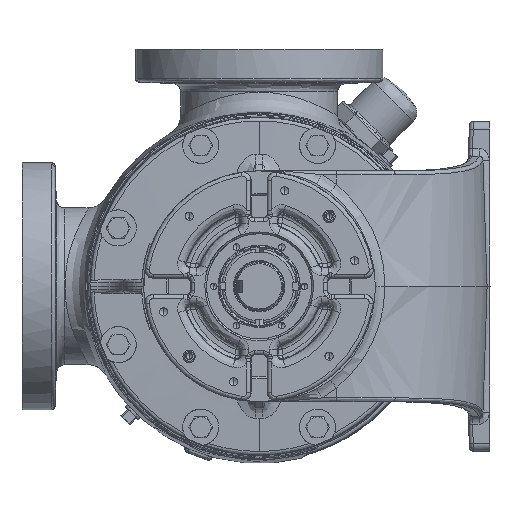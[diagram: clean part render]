
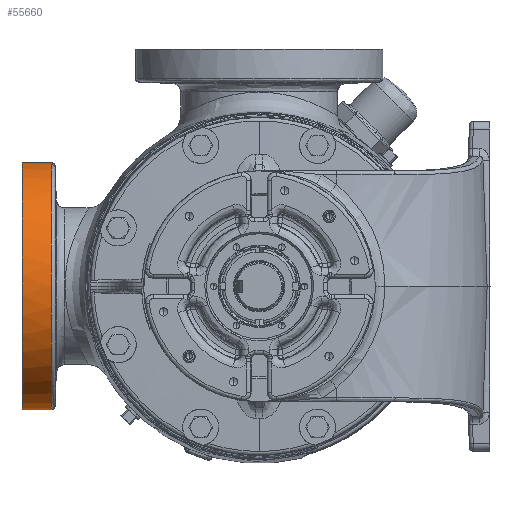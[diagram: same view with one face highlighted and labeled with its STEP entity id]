
A CAD part, left-side view. The second image highlights one B-rep face of the part: STEP entity #55660.
In plain terms, the highlighted cylindrical face has radius 95.25 mm (diameter 190.5 mm), a partial arc.
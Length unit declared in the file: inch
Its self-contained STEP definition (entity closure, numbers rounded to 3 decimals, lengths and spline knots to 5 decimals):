
#4121 = DIRECTION ( 'NONE',  ( 0., 1., 0. ) ) ;
#15562 = CARTESIAN_POINT ( 'NONE',  ( 4.515, 6.30588, 0. ) ) ;
#18494 = CARTESIAN_POINT ( 'NONE',  ( 3.30669, 7.19, 3.55847 ) ) ;
#19669 = CARTESIAN_POINT ( 'NONE',  ( 0.765, 7.19, -0.24544 ) ) ;
#20817 = CARTESIAN_POINT ( 'NONE',  ( 3.54269, 7.19, -3.63006 ) ) ;
#36957 = CARTESIAN_POINT ( 'NONE',  ( 4.515, 7.19, -3.75 ) ) ;
#42809 = DIRECTION ( 'NONE',  ( 0., 0., -1. ) ) ;
#45743 = CARTESIAN_POINT ( 'NONE',  ( 2.63568, 7.19, 3.25437 ) ) ;
#46885 = CARTESIAN_POINT ( 'NONE',  ( 0.88494, 7.19, -0.97231 ) ) ;
#48017 = CARTESIAN_POINT ( 'NONE',  ( 4.26956, 7.19, -3.75 ) ) ;
#52466 = FACE_OUTER_BOUND ( 'NONE', #76473, .T. ) ;
#55660 = ADVANCED_FACE ( 'NONE', ( #52466 ), #226408, .T. ) ;
#66933 = VECTOR ( 'NONE', #249223, 39.37008 ) ;
#73010 = CARTESIAN_POINT ( 'NONE',  ( 2.0369, 7.19, 2.8252 ) ) ;
#74157 = CARTESIAN_POINT ( 'NONE',  ( 1.14438, 7.19, -1.66182 ) ) ;
#76473 = EDGE_LOOP ( 'NONE', ( #190549, #314034, #227565, #319436 ) ) ;
#100205 = CARTESIAN_POINT ( 'NONE',  ( 1.53335, 7.19, 2.28746 ) ) ;
#101340 = CARTESIAN_POINT ( 'NONE',  ( 1.53335, 7.19, -2.28746 ) ) ;
#109294 = VERTEX_POINT ( 'NONE', #36957 ) ;
#112958 = AXIS2_PLACEMENT_3D ( 'NONE', #159858, #241845, #188401 ) ;
#124994 = LINE ( 'NONE', #166467, #269507 ) ;
#126258 = CARTESIAN_POINT ( 'NONE',  ( 4.515, 7.19, 3.75 ) ) ;
#126612 = VERTEX_POINT ( 'NONE', #268866 ) ;
#127420 = CARTESIAN_POINT ( 'NONE',  ( 1.14438, 7.19, 1.66182 ) ) ;
#128572 = CARTESIAN_POINT ( 'NONE',  ( 2.0369, 7.19, -2.8252 ) ) ;
#138981 = LINE ( 'NONE', #221912, #66933 ) ;
#140522 = EDGE_CURVE ( 'NONE', #229735, #126612, #124994, .T. ) ;
#153551 = CARTESIAN_POINT ( 'NONE',  ( 4.26956, 7.19, 3.75 ) ) ;
#154687 = CARTESIAN_POINT ( 'NONE',  ( 0.88494, 7.19, 0.97231 ) ) ;
#155812 = CARTESIAN_POINT ( 'NONE',  ( 2.63568, 7.19, -3.25437 ) ) ;
#159858 = CARTESIAN_POINT ( 'NONE',  ( 4.515, 7.44095, 0. ) ) ;
#166467 = CARTESIAN_POINT ( 'NONE',  ( 4.515, 7.44095, 3.75 ) ) ;
#171807 = EDGE_CURVE ( 'NONE', #229735, #255119, #278773, .T. ) ;
#180931 = CARTESIAN_POINT ( 'NONE',  ( 3.54269, 7.19, 3.63006 ) ) ;
#182063 = CARTESIAN_POINT ( 'NONE',  ( 0.765, 7.19, 0.24544 ) ) ;
#182985 = CARTESIAN_POINT ( 'NONE',  ( 4.515, 6.30588, 3.75 ) ) ;
#183201 = CARTESIAN_POINT ( 'NONE',  ( 3.30669, 7.19, -3.55847 ) ) ;
#188401 = DIRECTION ( 'NONE',  ( 0., 0., 1. ) ) ;
#190549 = ORIENTED_EDGE ( 'NONE', *, *, #315962, .F. ) ;
#205361 = DIRECTION ( 'NONE',  ( 0., -1., 0. ) ) ;
#208259 = CARTESIAN_POINT ( 'NONE',  ( 2.85318, 7.19, 3.37062 ) ) ;
#209426 = CARTESIAN_POINT ( 'NONE',  ( 0.78917, 7.19, -0.49087 ) ) ;
#209767 = EDGE_CURVE ( 'NONE', #126612, #109294, #339228, .T. ) ;
#210564 = CARTESIAN_POINT ( 'NONE',  ( 4.02413, 7.19, -3.72583 ) ) ;
#212886 = AXIS2_PLACEMENT_3D ( 'NONE', #15562, #205361, #42809 ) ;
#221912 = CARTESIAN_POINT ( 'NONE',  ( 4.515, 7.44095, -3.75 ) ) ;
#226408 = CYLINDRICAL_SURFACE ( 'NONE', #112958, 3.75 ) ;
#227565 = ORIENTED_EDGE ( 'NONE', *, *, #140522, .T. ) ;
#229735 = VERTEX_POINT ( 'NONE', #182985 ) ;
#235502 = CARTESIAN_POINT ( 'NONE',  ( 2.22754, 7.19, 2.98165 ) ) ;
#236663 = CARTESIAN_POINT ( 'NONE',  ( 0.95653, 7.19, -1.20831 ) ) ;
#237815 = CARTESIAN_POINT ( 'NONE',  ( 4.515, 7.19, -3.75 ) ) ;
#241845 = DIRECTION ( 'NONE',  ( 0., 1., 0. ) ) ;
#249223 = DIRECTION ( 'NONE',  ( 0., 1., 0. ) ) ;
#255119 = VERTEX_POINT ( 'NONE', #308380 ) ;
#262862 = CARTESIAN_POINT ( 'NONE',  ( 1.6898, 7.19, 2.4781 ) ) ;
#263987 = CARTESIAN_POINT ( 'NONE',  ( 1.26063, 7.19, -1.87932 ) ) ;
#268866 = CARTESIAN_POINT ( 'NONE',  ( 4.515, 7.19, 3.75 ) ) ;
#269507 = VECTOR ( 'NONE', #4121, 39.37008 ) ;
#278773 = CIRCLE ( 'NONE', #212886, 3.75 ) ;
#290282 = CARTESIAN_POINT ( 'NONE',  ( 1.26063, 7.19, 1.87932 ) ) ;
#291437 = CARTESIAN_POINT ( 'NONE',  ( 1.6898, 7.19, -2.4781 ) ) ;
#308380 = CARTESIAN_POINT ( 'NONE',  ( 4.515, 6.30588, -3.75 ) ) ;
#314034 = ORIENTED_EDGE ( 'NONE', *, *, #171807, .F. ) ;
#315962 = EDGE_CURVE ( 'NONE', #255119, #109294, #138981, .T. ) ;
#317508 = CARTESIAN_POINT ( 'NONE',  ( 0.95653, 7.19, 1.20831 ) ) ;
#318664 = CARTESIAN_POINT ( 'NONE',  ( 2.22754, 7.19, -2.98165 ) ) ;
#319436 = ORIENTED_EDGE ( 'NONE', *, *, #209767, .T. ) ;
#339228 = B_SPLINE_CURVE_WITH_KNOTS ( 'NONE', 3,
 ( #126258, #153551, #343653, #180931, #18494, #208259, #45743, #235502, #73010, #262862, #100205, #290282, #127420, #317508, #154687, #344796, #182063, #19669, #209426, #46885, #236663, #74157, #263987, #101340, #291437, #128572, #318664, #155812, #345949, #183201, #20817, #210564, #48017, #237815 ),
 .UNSPECIFIED., .F., .F.,
 ( 4, 2, 2, 2, 2, 2, 2, 2, 2, 2, 2, 2, 2, 2, 2, 2, 4 ),
 ( 0., 0.0625, 0.125, 0.1875, 0.25, 0.3125, 0.375, 0.4375, 0.5, 0.5625, 0.625, 0.6875, 0.75, 0.8125, 0.875, 0.9375, 1. ),
 .UNSPECIFIED. ) ;
#343653 = CARTESIAN_POINT ( 'NONE',  ( 4.02413, 7.19, 3.72583 ) ) ;
#344796 = CARTESIAN_POINT ( 'NONE',  ( 0.78917, 7.19, 0.49087 ) ) ;
#345949 = CARTESIAN_POINT ( 'NONE',  ( 2.85318, 7.19, -3.37062 ) ) ;
